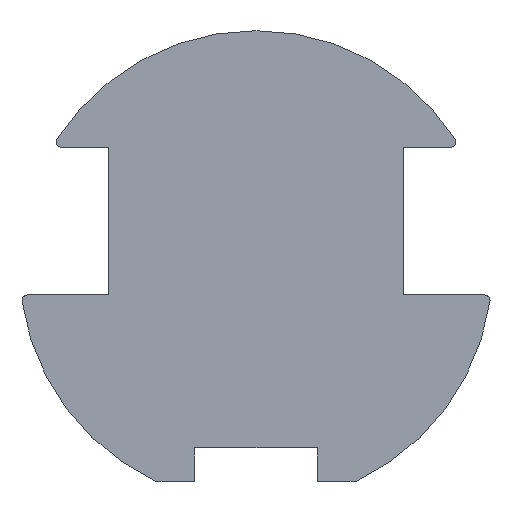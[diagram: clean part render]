
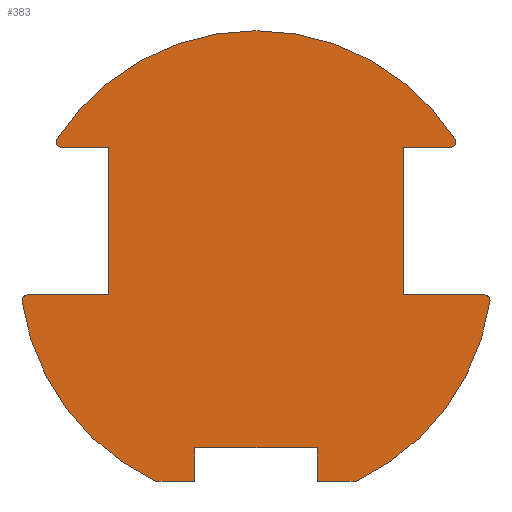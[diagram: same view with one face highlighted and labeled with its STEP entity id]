
A CAD part, top view. The second image highlights one B-rep face of the part: STEP entity #383.
In plain terms, the highlighted planar face has unit normal (0, 0, 1).
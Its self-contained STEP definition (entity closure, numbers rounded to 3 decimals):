
#14=CIRCLE($,#392,2.);
#16=CIRCLE($,#395,85.);
#18=CIRCLE($,#403,85.);
#20=CIRCLE($,#406,2.);
#22=CIRCLE($,#412,2.);
#24=CIRCLE($,#415,85.);
#26=CIRCLE($,#418,2.);
#52=FACE_OUTER_BOUND($,#72,.T.);
#72=EDGE_LOOP($,(#316,#317,#318,#319,#320,#321,#322,#323,#324,#325,#326,
#327,#328,#329,#330,#331,#332,#333));
#76=LINE($,#540,#116);
#79=LINE($,#546,#119);
#84=LINE($,#564,#124);
#87=LINE($,#570,#127);
#90=LINE($,#576,#130);
#93=LINE($,#582,#133);
#96=LINE($,#588,#136);
#101=LINE($,#606,#141);
#104=LINE($,#612,#144);
#107=LINE($,#618,#147);
#113=LINE($,#640,#153);
#116=VECTOR($,#428,53.);
#119=VECTOR($,#433,29.128);
#124=VECTOR($,#452,14.);
#127=VECTOR($,#457,12.);
#130=VECTOR($,#462,44.);
#133=VECTOR($,#467,12.);
#136=VECTOR($,#472,14.);
#141=VECTOR($,#491,29.128);
#144=VECTOR($,#496,53.);
#147=VECTOR($,#501,16.742);
#153=VECTOR($,#527,16.742);
#156=VERTEX_POINT($,#537);
#157=VERTEX_POINT($,#539);
#159=VERTEX_POINT($,#545);
#161=VERTEX_POINT($,#551);
#163=VERTEX_POINT($,#557);
#165=VERTEX_POINT($,#563);
#167=VERTEX_POINT($,#569);
#169=VERTEX_POINT($,#575);
#171=VERTEX_POINT($,#581);
#173=VERTEX_POINT($,#587);
#175=VERTEX_POINT($,#593);
#177=VERTEX_POINT($,#599);
#179=VERTEX_POINT($,#605);
#181=VERTEX_POINT($,#611);
#183=VERTEX_POINT($,#617);
#185=VERTEX_POINT($,#623);
#187=VERTEX_POINT($,#629);
#189=VERTEX_POINT($,#635);
#192=EDGE_CURVE($,#157,#156,#76,.T.);
#195=EDGE_CURVE($,#159,#157,#79,.T.);
#198=EDGE_CURVE($,#161,#159,#14,.T.);
#201=EDGE_CURVE($,#163,#161,#16,.T.);
#204=EDGE_CURVE($,#165,#163,#84,.T.);
#207=EDGE_CURVE($,#167,#165,#87,.T.);
#210=EDGE_CURVE($,#169,#167,#90,.T.);
#213=EDGE_CURVE($,#171,#169,#93,.T.);
#216=EDGE_CURVE($,#173,#171,#96,.T.);
#219=EDGE_CURVE($,#175,#173,#18,.T.);
#222=EDGE_CURVE($,#177,#175,#20,.T.);
#225=EDGE_CURVE($,#179,#177,#101,.T.);
#228=EDGE_CURVE($,#181,#179,#104,.T.);
#231=EDGE_CURVE($,#183,#181,#107,.T.);
#234=EDGE_CURVE($,#185,#183,#22,.T.);
#237=EDGE_CURVE($,#187,#185,#24,.T.);
#240=EDGE_CURVE($,#189,#187,#26,.T.);
#243=EDGE_CURVE($,#156,#189,#113,.T.);
#316=ORIENTED_EDGE($,*,*,#243,.T.);
#317=ORIENTED_EDGE($,*,*,#240,.T.);
#318=ORIENTED_EDGE($,*,*,#237,.T.);
#319=ORIENTED_EDGE($,*,*,#234,.T.);
#320=ORIENTED_EDGE($,*,*,#231,.T.);
#321=ORIENTED_EDGE($,*,*,#228,.T.);
#322=ORIENTED_EDGE($,*,*,#225,.T.);
#323=ORIENTED_EDGE($,*,*,#222,.T.);
#324=ORIENTED_EDGE($,*,*,#219,.T.);
#325=ORIENTED_EDGE($,*,*,#216,.T.);
#326=ORIENTED_EDGE($,*,*,#213,.T.);
#327=ORIENTED_EDGE($,*,*,#210,.T.);
#328=ORIENTED_EDGE($,*,*,#207,.T.);
#329=ORIENTED_EDGE($,*,*,#204,.T.);
#330=ORIENTED_EDGE($,*,*,#201,.T.);
#331=ORIENTED_EDGE($,*,*,#198,.T.);
#332=ORIENTED_EDGE($,*,*,#195,.T.);
#333=ORIENTED_EDGE($,*,*,#192,.T.);
#363=PLANE($,#420);
#383=ADVANCED_FACE($,(#52),#363,.T.);
#392=AXIS2_PLACEMENT_3D($,#552,#439,#440);
#395=AXIS2_PLACEMENT_3D($,#558,#446,#447);
#403=AXIS2_PLACEMENT_3D($,#594,#478,#479);
#406=AXIS2_PLACEMENT_3D($,#600,#485,#486);
#412=AXIS2_PLACEMENT_3D($,#624,#507,#508);
#415=AXIS2_PLACEMENT_3D($,#630,#514,#515);
#418=AXIS2_PLACEMENT_3D($,#636,#521,#522);
#420=AXIS2_PLACEMENT_3D($,#641,#528,#529);
#428=DIRECTION($,(0.,1.,0.));
#433=DIRECTION($,(-1.,0.,0.));
#439=DIRECTION('center_axis',(0.,0.,1.));
#440=DIRECTION('ref_axis',(0.989,-0.145,0.));
#446=DIRECTION('center_axis',(0.,0.,1.));
#447=DIRECTION('ref_axis',(0.424,-0.906,0.));
#452=DIRECTION($,(1.,0.,0.));
#457=DIRECTION($,(0.,-1.,0.));
#462=DIRECTION($,(1.,0.,0.));
#467=DIRECTION($,(0.,1.,0.));
#472=DIRECTION($,(1.,0.,0.));
#478=DIRECTION('center_axis',(0.,0.,1.));
#479=DIRECTION('ref_axis',(-0.989,-0.145,0.));
#485=DIRECTION('center_axis',(0.,0.,1.));
#486=DIRECTION('ref_axis',(0.,1.,0.));
#491=DIRECTION($,(-1.,0.,0.));
#496=DIRECTION($,(0.,-1.,0.));
#501=DIRECTION($,(1.,0.,0.));
#507=DIRECTION('center_axis',(0.,0.,1.));
#508=DIRECTION('ref_axis',(-0.84,0.542,0.));
#514=DIRECTION('center_axis',(0.,0.,1.));
#515=DIRECTION('ref_axis',(0.84,0.542,0.));
#521=DIRECTION('center_axis',(0.,0.,1.));
#522=DIRECTION('ref_axis',(0.,-1.,0.));
#527=DIRECTION($,(1.,0.,0.));
#528=DIRECTION('center_axis',(0.,0.,1.));
#529=DIRECTION('ref_axis',(1.,0.,0.));
#537=CARTESIAN_POINT('',(53.,43.,1.6));
#539=CARTESIAN_POINT('',(53.,-10.,1.6));
#540=CARTESIAN_POINT($,(53.,-10.,1.6));
#545=CARTESIAN_POINT('',(82.128,-10.,1.6));
#546=CARTESIAN_POINT($,(82.128,-10.,1.6));
#551=CARTESIAN_POINT('',(84.107,-12.289,1.6));
#552=CARTESIAN_POINT('Origin',(82.128,-12.,1.6));
#557=CARTESIAN_POINT('',(36.,-77.,1.6));
#558=CARTESIAN_POINT('Origin',(0.,0.,1.6));
#563=CARTESIAN_POINT('',(22.,-77.,1.6));
#564=CARTESIAN_POINT($,(22.,-77.,1.6));
#569=CARTESIAN_POINT('',(22.,-65.,1.6));
#570=CARTESIAN_POINT($,(22.,-65.,1.6));
#575=CARTESIAN_POINT('',(-22.,-65.,1.6));
#576=CARTESIAN_POINT($,(-22.,-65.,1.6));
#581=CARTESIAN_POINT('',(-22.,-77.,1.6));
#582=CARTESIAN_POINT($,(-22.,-77.,1.6));
#587=CARTESIAN_POINT('',(-36.,-77.,1.6));
#588=CARTESIAN_POINT($,(-36.,-77.,1.6));
#593=CARTESIAN_POINT('',(-84.107,-12.289,1.6));
#594=CARTESIAN_POINT('Origin',(0.,0.,1.6));
#599=CARTESIAN_POINT('',(-82.128,-10.,1.6));
#600=CARTESIAN_POINT('Origin',(-82.128,-12.,1.6));
#605=CARTESIAN_POINT('',(-53.,-10.,1.6));
#606=CARTESIAN_POINT($,(-53.,-10.,1.6));
#611=CARTESIAN_POINT('',(-53.,43.,1.6));
#612=CARTESIAN_POINT($,(-53.,43.,1.6));
#617=CARTESIAN_POINT('',(-69.742,43.,1.6));
#618=CARTESIAN_POINT($,(-69.742,43.,1.6));
#623=CARTESIAN_POINT('',(-71.423,46.084,1.6));
#624=CARTESIAN_POINT('Origin',(-69.742,45.,1.6));
#629=CARTESIAN_POINT('',(71.423,46.084,1.6));
#630=CARTESIAN_POINT('Origin',(0.,0.,1.6));
#635=CARTESIAN_POINT('',(69.742,43.,1.6));
#636=CARTESIAN_POINT('Origin',(69.742,45.,1.6));
#640=CARTESIAN_POINT($,(53.,43.,1.6));
#641=CARTESIAN_POINT('Origin',(0.,-1.633,
1.6));
